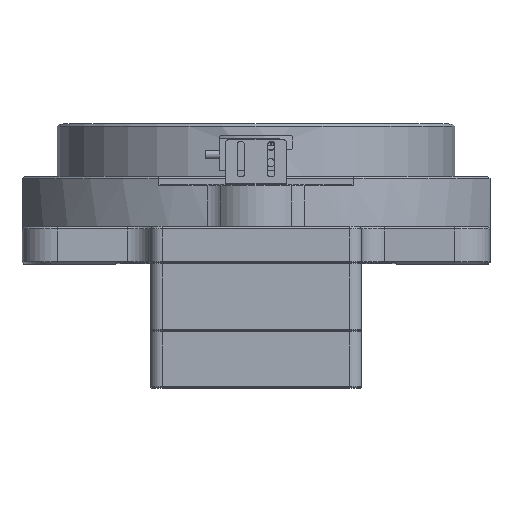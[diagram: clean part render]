
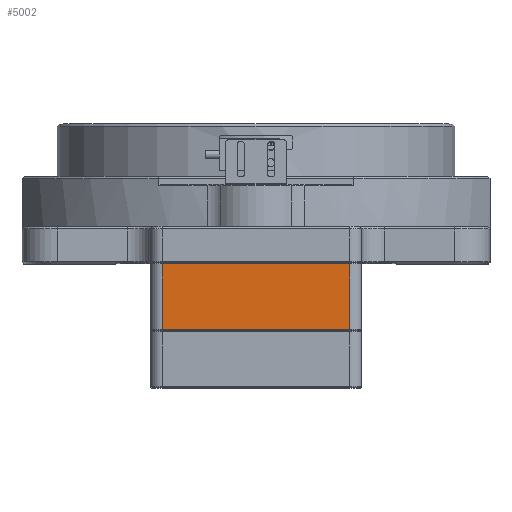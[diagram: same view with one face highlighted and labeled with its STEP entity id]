
A CAD part, top view. The second image highlights one B-rep face of the part: STEP entity #5002.
In plain terms, the highlighted planar face has unit normal (0, 0, 1).
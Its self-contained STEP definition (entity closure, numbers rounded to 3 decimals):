
#35 = ORIENTED_EDGE ( 'NONE', *, *, #31553, .T. ) ;
#672 = VECTOR ( 'NONE', #18028, 1000. ) ;
#1225 = ORIENTED_EDGE ( 'NONE', *, *, #6707, .T. ) ;
#1691 = ORIENTED_EDGE ( 'NONE', *, *, #9174, .T. ) ;
#3894 = CARTESIAN_POINT ( 'NONE',  ( 40., -28., 140. ) ) ;
#4869 = CARTESIAN_POINT ( 'NONE',  ( 40., 0., 140. ) ) ;
#5002 = ADVANCED_FACE ( 'NONE', ( #18092 ), #18081, .T. ) ;
#6707 = EDGE_CURVE ( 'NONE', #15206, #20527, #35225, .T. ) ;
#7930 = DIRECTION ( 'NONE',  ( 0., -1., 0. ) ) ;
#7940 = CARTESIAN_POINT ( 'NONE',  ( -40., 0.5, 140. ) ) ;
#7975 = LINE ( 'NONE', #7940, #28867 ) ;
#9174 = EDGE_CURVE ( 'NONE', #20527, #23491, #30373, .T. ) ;
#10368 = CARTESIAN_POINT ( 'NONE',  ( -40., 0., 140. ) ) ;
#10375 = EDGE_CURVE ( 'NONE', #23491, #17340, #7975, .T. ) ;
#13026 = CARTESIAN_POINT ( 'NONE',  ( -40., -28., 140. ) ) ;
#15206 = VERTEX_POINT ( 'NONE', #3894 ) ;
#17340 = VERTEX_POINT ( 'NONE', #13026 ) ;
#17998 = DIRECTION ( 'NONE',  ( -1., 0., 0. ) ) ;
#18005 = DIRECTION ( 'NONE',  ( 0., 0., 1. ) ) ;
#18028 = DIRECTION ( 'NONE',  ( 1., 0., 0. ) ) ;
#18044 = CARTESIAN_POINT ( 'NONE',  ( 45., 0.5, 140. ) ) ;
#18067 = CARTESIAN_POINT ( 'NONE',  ( 45., -28., 140. ) ) ;
#18069 = LINE ( 'NONE', #18067, #672 ) ;
#18081 = PLANE ( 'NONE',  #29921 ) ;
#18092 = FACE_OUTER_BOUND ( 'NONE', #25126, .T. ) ;
#19076 = VECTOR ( 'NONE', #35139, 1000. ) ;
#20527 = VERTEX_POINT ( 'NONE', #4869 ) ;
#23491 = VERTEX_POINT ( 'NONE', #10368 ) ;
#25126 = EDGE_LOOP ( 'NONE', ( #1225, #1691, #38996, #35 ) ) ;
#28867 = VECTOR ( 'NONE', #7930, 1000. ) ;
#29921 = AXIS2_PLACEMENT_3D ( 'NONE', #18044, #18005, #17998 ) ;
#30339 = DIRECTION ( 'NONE',  ( -1., 0., 0. ) ) ;
#30364 = CARTESIAN_POINT ( 'NONE',  ( -40., 0., 140. ) ) ;
#30373 = LINE ( 'NONE', #30364, #34532 ) ;
#31553 = EDGE_CURVE ( 'NONE', #17340, #15206, #18069, .T. ) ;
#34532 = VECTOR ( 'NONE', #30339, 1000. ) ;
#35139 = DIRECTION ( 'NONE',  ( 0., 1., 0. ) ) ;
#35171 = CARTESIAN_POINT ( 'NONE',  ( 40., 0.5, 140. ) ) ;
#35225 = LINE ( 'NONE', #35171, #19076 ) ;
#38996 = ORIENTED_EDGE ( 'NONE', *, *, #10375, .T. ) ;
